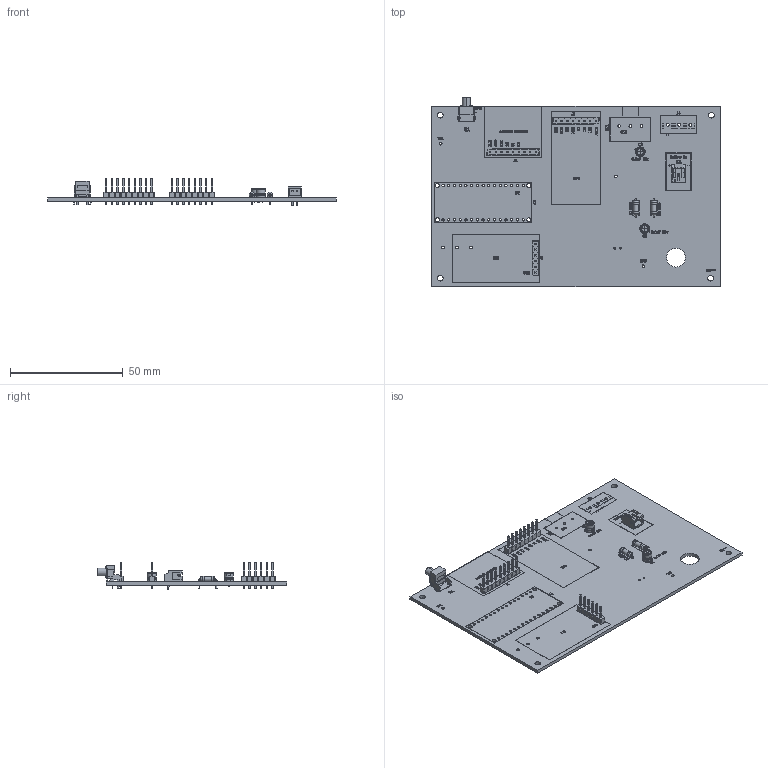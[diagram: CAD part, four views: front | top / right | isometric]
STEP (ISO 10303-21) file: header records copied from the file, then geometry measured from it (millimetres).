
FILE_DESCRIPTION(('KiCad electronic assembly'),'2;1');
FILE_NAME('project.step','2025-07-11T00:20:34',('Pcbnew'),('Kicad'), 'Open CASCADE STEP processor 7.8','KiCad to STEP converter','Unknown' );
FILE_SCHEMA(('AUTOMOTIVE_DESIGN { 1 0 10303 214 1 1 1 1 }'));
Length unit declared in the file: millimetre
Products named in the file (10): project 1; FSMRA6JH; PinHeader_1x09_P2.54mm_Vertical; PinHeader_1x06_P2.54mm_Vertical; R_Axial_DIN0207_L6.3mm_D2.5mm_P7.62mm_Horizontal; CP_Radial_D4.0mm_P1.50mm; PinHeader_1x08_P2.54mm_Vertical; JST_PH_S2B-PH-K_1x02_P2.00mm_Horizontal; project_silkscreen; project_PCB
Assembly tree (11 placements, depth 2):
  project 1
    FSMRA6JH
    PinHeader_1x09_P2.54mm_Vertical
    PinHeader_1x06_P2.54mm_Vertical
    R_Axial_DIN0207_L6.3mm_D2.5mm_P7.62mm_Horizontal  x2
    CP_Radial_D4.0mm_P1.50mm  x2
    PinHeader_1x08_P2.54mm_Vertical
    JST_PH_S2B-PH-K_1x02_P2.00mm_Horizontal
    project_silkscreen
    project_PCB
Bounding box: 128.2 x 84.27 x 11.94 mm (x, y, z)
Volume: 16195.4 mm3; surface area: 23833.3 mm2
Topology: 10 solids, 226 shells, 1241 faces, 6683 edges, 5741 vertices
Faces by surface type: plane 1031, cylinder 160, torus 22, bspline 16, revolution 12
Full cylindrical faces by diameter (mm): 0.3 x4, 0.6 x8, 0.75 x2, 0.8 x6, 0.99 x2, 1 x23, 1.016 x30, 1.15 x6, 1.2 x3, 1.3 x5, 1.8 x4, 2.25 x2, 2.5 x8, 8.4 x1
Entity records: 73145 total; most frequent: CARTESIAN_POINT 14558, DIRECTION 10149, ORIENTED_EDGE 8957, EDGE_CURVE 6533, VERTEX_POINT 5648, LINE 5189, VECTOR 5189, AXIS2_PLACEMENT_3D 2477
